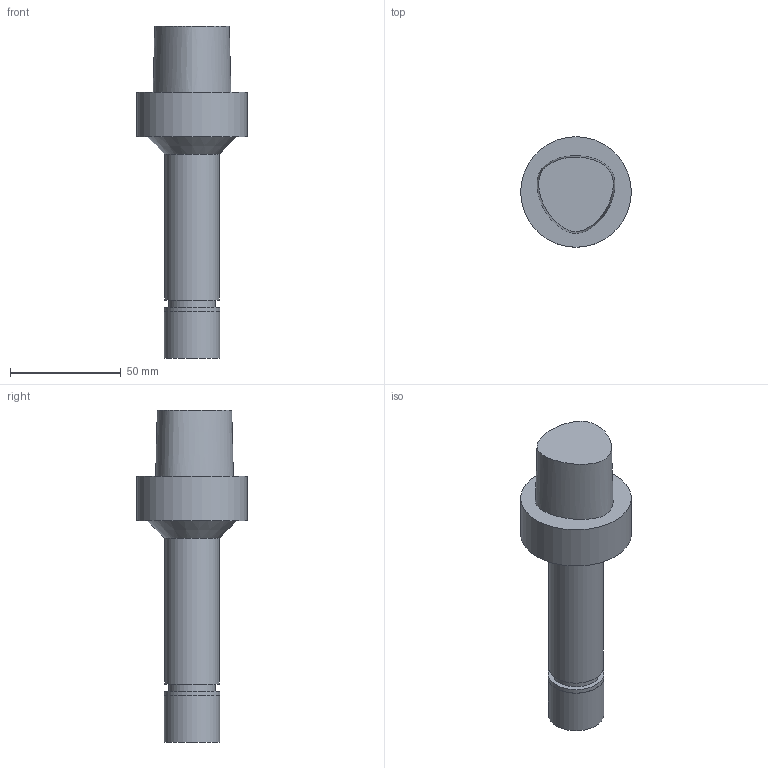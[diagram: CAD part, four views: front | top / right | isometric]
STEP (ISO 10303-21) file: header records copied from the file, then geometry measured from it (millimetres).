
FILE_DESCRIPTION((''),'1');
FILE_NAME('C5-MEGA8N-120.stp','2012-11-09T02:36:35',(''),(''),'Spatial Interop R18','Kubotek KeyCreator V8.5.1 (14335)',' ');
FILE_SCHEMA(('CONFIG_CONTROL_DESIGN'));
Length unit declared in the file: millimetre
Products named in the file (2): 1; 2
Bounding box: 49.98 x 49.98 x 150 mm (x, y, z)
Volume: 116654.9 mm3; surface area: 18895.4 mm2
Topology: 2 solids, 2 shells, 16 faces, 22 edges, 14 vertices
Faces by surface type: plane 8, cylinder 5, cone 2, bspline 1
Full cylindrical faces by diameter (mm): 21 x1, 24.5 x1, 25 x1, 25.3 x1, 49.98 x1
Entity records: 915 total; most frequent: CARTESIAN_POINT 576, DIRECTION 58, ORIENTED_EDGE 30, AXIS2_PLACEMENT_3D 29, EDGE_LOOP 27, FACE_BOUND 18, ADVANCED_FACE 16, EDGE_CURVE 15
